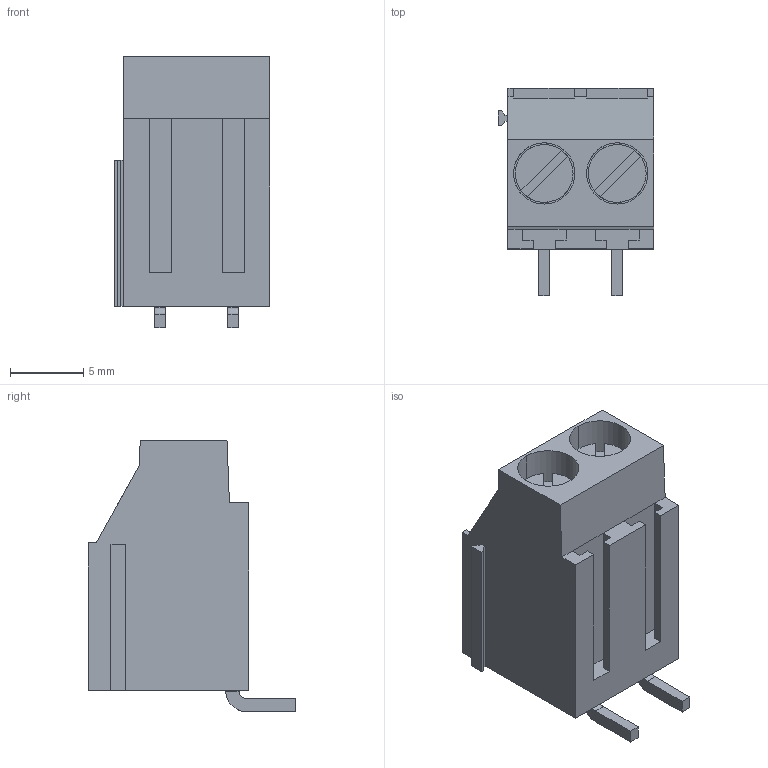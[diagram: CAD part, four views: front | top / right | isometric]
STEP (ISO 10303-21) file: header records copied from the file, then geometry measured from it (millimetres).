
FILE_DESCRIPTION(('CATIA V5 STEP','CAx-IF Rec.Pracs.--- Model Styling and Organization---1.2---2011-12-15'),'2;1');
FILE_NAME ('D1461261_0', '2017-01-24T05:08:34+00:00', ('none'), ('Weidmueller'), 'CATIA Version 5-6 Release 2014', 'CATIA V5 STEP AP214', 'none');
FILE_SCHEMA(('AUTOMOTIVE_DESIGN { 1 0 10303 214 1 1 1 1 }'));
Length unit declared in the file: millimetre
Products named in the file (1): 1994230000
Bounding box: 10.65 x 14.2 x 18.57 mm (x, y, z)
Volume: 1326.4 mm3; surface area: 1463.6 mm2
Topology: 5 solids, 5 shells, 161 faces, 423 edges, 278 vertices
Faces by surface type: plane 149, cylinder 8, extrusion 4
Entity records: 4896 total; most frequent: CARTESIAN_POINT 940, ORIENTED_EDGE 846, DIRECTION 663, EDGE_CURVE 423, VECTOR 395, LINE 391, VERTEX_POINT 278, EDGE_LOOP 167
